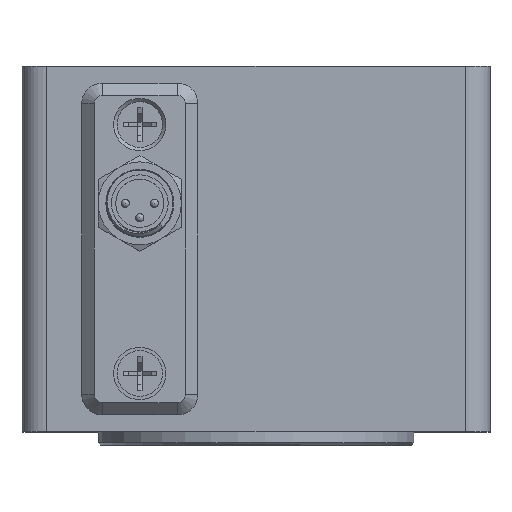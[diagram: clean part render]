
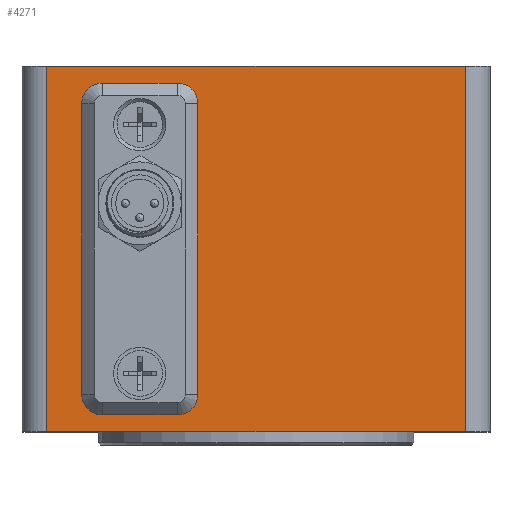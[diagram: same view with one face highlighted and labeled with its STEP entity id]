
A CAD part, top view. The second image highlights one B-rep face of the part: STEP entity #4271.
In plain terms, the highlighted planar face has unit normal (0, 0, 1).
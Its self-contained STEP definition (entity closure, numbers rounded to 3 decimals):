
#164=FACE_BOUND('',#1402,.T.);
#244=LINE('',#6207,#531);
#255=LINE('',#6285,#542);
#259=LINE('',#6297,#546);
#263=LINE('',#6309,#550);
#267=LINE('',#6320,#554);
#271=LINE('',#6331,#558);
#272=LINE('',#6334,#559);
#273=LINE('',#6335,#560);
#531=VECTOR('',#5041,10.);
#542=VECTOR('',#5132,10.);
#546=VECTOR('',#5144,10.);
#550=VECTOR('',#5156,10.);
#554=VECTOR('',#5168,10.);
#558=VECTOR('',#5182,10.);
#559=VECTOR('',#5185,10.);
#560=VECTOR('',#5186,10.);
#1153=FACE_OUTER_BOUND('',#1401,.T.);
#1401=EDGE_LOOP('',(#3050,#3051,#3052,#3053));
#1402=EDGE_LOOP('',(#3054,#3055,#3056,#3057,#3058,#3059,#3060,#3061));
#1686=CIRCLE('',#4577,2.5);
#1688=CIRCLE('',#4581,2.5);
#1690=CIRCLE('',#4585,2.5);
#1692=CIRCLE('',#4589,2.5);
#1873=VERTEX_POINT('',#6204);
#1874=VERTEX_POINT('',#6206);
#1897=VERTEX_POINT('',#6275);
#1898=VERTEX_POINT('',#6276);
#1901=VERTEX_POINT('',#6284);
#1903=VERTEX_POINT('',#6290);
#1905=VERTEX_POINT('',#6296);
#1907=VERTEX_POINT('',#6302);
#1909=VERTEX_POINT('',#6308);
#1911=VERTEX_POINT('',#6314);
#1914=VERTEX_POINT('',#6329);
#1915=VERTEX_POINT('',#6333);
#2296=EDGE_CURVE('',#1873,#1874,#244,.T.);
#2331=EDGE_CURVE('',#1897,#1898,#1686,.T.);
#2335=EDGE_CURVE('',#1901,#1897,#255,.T.);
#2338=EDGE_CURVE('',#1903,#1901,#1688,.T.);
#2341=EDGE_CURVE('',#1905,#1903,#259,.T.);
#2344=EDGE_CURVE('',#1907,#1905,#1690,.T.);
#2347=EDGE_CURVE('',#1909,#1907,#263,.T.);
#2350=EDGE_CURVE('',#1911,#1909,#1692,.T.);
#2353=EDGE_CURVE('',#1898,#1911,#267,.T.);
#2358=EDGE_CURVE('',#1873,#1914,#271,.T.);
#2359=EDGE_CURVE('',#1915,#1914,#272,.T.);
#2360=EDGE_CURVE('',#1874,#1915,#273,.T.);
#3050=ORIENTED_EDGE('',*,*,#2296,.F.);
#3051=ORIENTED_EDGE('',*,*,#2358,.T.);
#3052=ORIENTED_EDGE('',*,*,#2359,.F.);
#3053=ORIENTED_EDGE('',*,*,#2360,.F.);
#3054=ORIENTED_EDGE('',*,*,#2331,.T.);
#3055=ORIENTED_EDGE('',*,*,#2353,.T.);
#3056=ORIENTED_EDGE('',*,*,#2350,.T.);
#3057=ORIENTED_EDGE('',*,*,#2347,.T.);
#3058=ORIENTED_EDGE('',*,*,#2344,.T.);
#3059=ORIENTED_EDGE('',*,*,#2341,.T.);
#3060=ORIENTED_EDGE('',*,*,#2338,.T.);
#3061=ORIENTED_EDGE('',*,*,#2335,.T.);
#4127=PLANE('',#4597);
#4271=ADVANCED_FACE('',(#1153,#164),#4127,.T.);
#4577=AXIS2_PLACEMENT_3D('',#6277,#5124,#5125);
#4581=AXIS2_PLACEMENT_3D('',#6291,#5137,#5138);
#4585=AXIS2_PLACEMENT_3D('',#6303,#5149,#5150);
#4589=AXIS2_PLACEMENT_3D('',#6315,#5161,#5162);
#4597=AXIS2_PLACEMENT_3D('',#6332,#5183,#5184);
#5041=DIRECTION('',(-1.,0.,0.));
#5124=DIRECTION('center_axis',(0.,0.,
-1.));
#5125=DIRECTION('ref_axis',(1.,0.,0.));
#5132=DIRECTION('',(1.,0.,0.));
#5137=DIRECTION('center_axis',(0.,0.,
-1.));
#5138=DIRECTION('ref_axis',(0.,1.,0.));
#5144=DIRECTION('',(0.,1.,0.));
#5149=DIRECTION('center_axis',(0.,0.,
-1.));
#5150=DIRECTION('ref_axis',(-1.,0.,0.));
#5156=DIRECTION('',(-1.,0.,0.));
#5161=DIRECTION('center_axis',(0.,0.,
-1.));
#5162=DIRECTION('ref_axis',(0.,-1.,0.));
#5168=DIRECTION('',(0.,-1.,0.));
#5182=DIRECTION('',(0.,1.,0.));
#5183=DIRECTION('center_axis',(0.,0.,
1.));
#5184=DIRECTION('ref_axis',(1.,0.,0.));
#5185=DIRECTION('',(1.,0.,0.));
#5186=DIRECTION('',(0.,1.,0.));
#6204=CARTESIAN_POINT('',(25.2,0.,28.2));
#6206=CARTESIAN_POINT('',(-25.2,0.,28.2));
#6207=CARTESIAN_POINT('',(25.2,0.,28.2));
#6275=CARTESIAN_POINT('',(-9.5,42.,28.2));
#6276=CARTESIAN_POINT('',(-7.,39.5,28.2));
#6277=CARTESIAN_POINT('Origin',(-9.5,39.5,28.2));
#6284=CARTESIAN_POINT('',(-18.5,42.,28.2));
#6285=CARTESIAN_POINT('',(-21.85,42.,28.2));
#6290=CARTESIAN_POINT('',(-21.,39.5,28.2));
#6291=CARTESIAN_POINT('Origin',(-18.5,39.5,28.2));
#6296=CARTESIAN_POINT('',(-21.,4.5,28.2));
#6297=CARTESIAN_POINT('',(-21.,2.25,28.2));
#6302=CARTESIAN_POINT('',(-18.5,2.,28.2));
#6303=CARTESIAN_POINT('Origin',(-18.5,4.5,28.2));
#6308=CARTESIAN_POINT('',(-9.5,2.,28.2));
#6309=CARTESIAN_POINT('',(-17.35,2.,28.2));
#6314=CARTESIAN_POINT('',(-7.,4.5,28.2));
#6315=CARTESIAN_POINT('Origin',(-9.5,4.5,28.2));
#6320=CARTESIAN_POINT('',(-7.,19.75,28.2));
#6329=CARTESIAN_POINT('',(25.2,44.,28.2));
#6331=CARTESIAN_POINT('',(25.2,0.,28.2));
#6332=CARTESIAN_POINT('Origin',(-25.2,0.,28.2));
#6333=CARTESIAN_POINT('',(-25.2,44.,28.2));
#6334=CARTESIAN_POINT('',(25.2,44.,28.2));
#6335=CARTESIAN_POINT('',(-25.2,0.,28.2));
